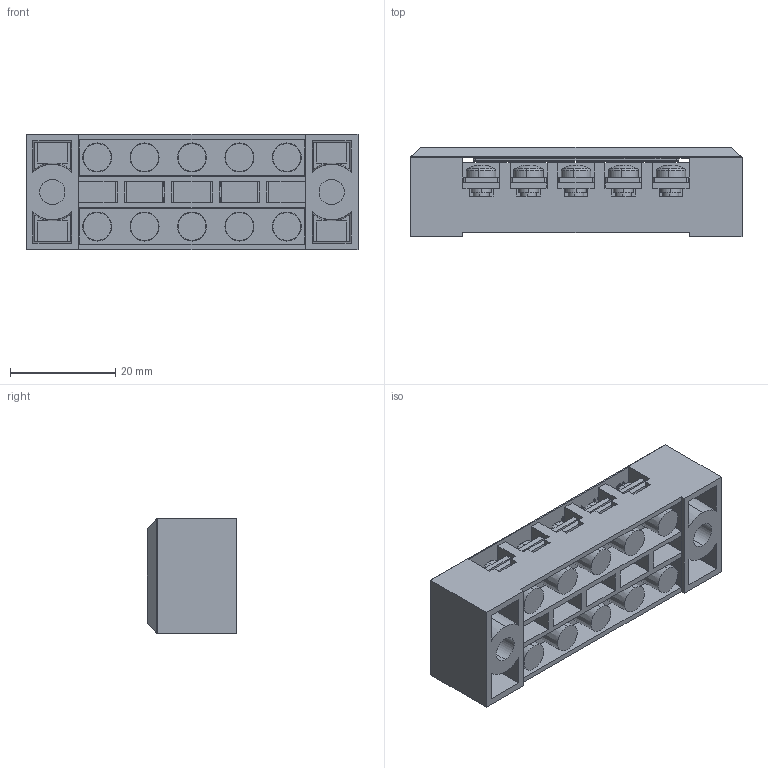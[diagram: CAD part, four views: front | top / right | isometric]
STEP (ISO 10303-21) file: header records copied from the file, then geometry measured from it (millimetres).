
FILE_DESCRIPTION (( 'STEP AP214' ), '1' );
FILE_NAME ('WEIDU TB1505, DUAL ROW 5 POSITION BARRIER SCREW TERMINAL STRIP 600V 15A.STEP', '2017-04-23T00:08:11', ( '' ), ( '' ), 'SwSTEP 2.0', 'SolidWorks 2017', '' );
FILE_SCHEMA (( 'AUTOMOTIVE_DESIGN' ));
Length unit declared in the file: millimetre
Products named in the file (6): WEIDU TB1505, DUAL ROW 5 POSITION BARRIER SCREW TERMINAL STRIP 600V 15A; CONDUCTING STRIP, WEIDU TB1505; COVER, WEIDU TB1505; TERMINAL PLATE, WEIDU TB1505; BLOCK, WEIDU TB1505; pan cross head_am_B18.6.7M - M3 x 0.5 x 6 Type I Cross Recessed PHMS --6N
Assembly tree (27 placements, depth 2):
  WEIDU TB1505, DUAL ROW 5 POSITION BARRIER SCREW TERMINAL STRIP 600V 15A
    BLOCK, WEIDU TB1505
    CONDUCTING STRIP, WEIDU TB1505  x5
    COVER, WEIDU TB1505
    TERMINAL PLATE, WEIDU TB1505  x10
    pan cross head_am_B18.6.7M - M3 x 0.5 x 6 Type I Cross Recessed PHMS --6N  x10
Bounding box: 63 x 17 x 22 mm (x, y, z)
Volume: 12706.2 mm3; surface area: 19477.2 mm2
Topology: 27 solids, 27 shells, 1155 faces, 2881 edges, 1826 vertices
Faces by surface type: plane 661, cylinder 188, bspline 156, cone 60, sphere 46, torus 44
Entity records: 32053 total; most frequent: CARTESIAN_POINT 13515, ORIENTED_EDGE 3986, DIRECTION 3321, EDGE_CURVE 1993, LINE 1325, VECTOR 1325, VERTEX_POINT 1280, AXIS2_PLACEMENT_3D 998
